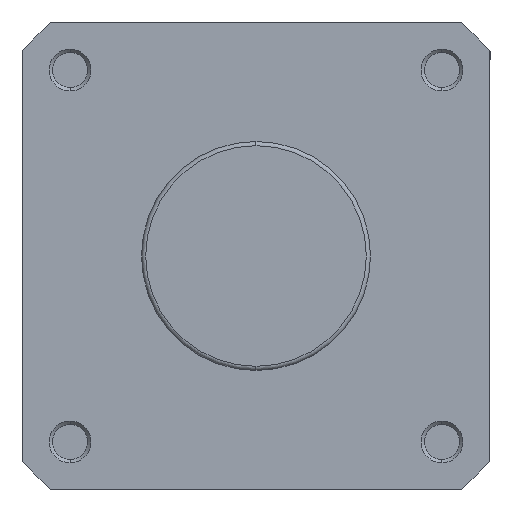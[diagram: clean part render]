
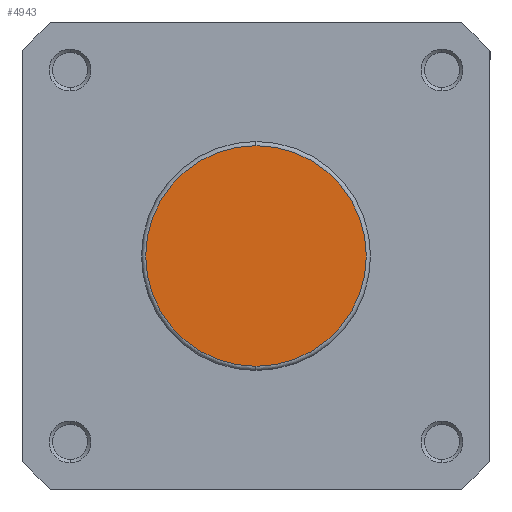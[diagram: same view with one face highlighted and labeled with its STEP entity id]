
A CAD part, left-side view. The second image highlights one B-rep face of the part: STEP entity #4943.
In plain terms, the highlighted planar face has unit normal (-1, 0, 0).
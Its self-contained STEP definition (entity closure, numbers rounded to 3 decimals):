
#183 = EDGE_LOOP ( 'NONE', ( #4009, #4010 ) ) ;
#868 = CARTESIAN_POINT ( 'NONE',  ( 0., 0., 26.4 ) ) ;
#878 = CARTESIAN_POINT ( 'NONE',  ( 0., 0., -26.4 ) ) ;
#1482 = PLANE ( 'NONE',  #4819 ) ;
#1483 = CARTESIAN_POINT ( 'NONE',  ( 0., 27.4, 0. ) ) ;
#1492 = DIRECTION ( 'NONE',  ( 1., 0., 0. ) ) ;
#1493 = DIRECTION ( 'NONE',  ( 0., 0., -1. ) ) ;
#2907 = CIRCLE ( 'NONE', #4668, 26.4 ) ;
#2989 = CIRCLE ( 'NONE', #4697, 26.4 ) ;
#3348 = FACE_OUTER_BOUND ( 'NONE', #183, .T. ) ;
#4009 = ORIENTED_EDGE ( 'NONE', *, *, #4405, .T. ) ;
#4010 = ORIENTED_EDGE ( 'NONE', *, *, #4348, .T. ) ;
#4348 = EDGE_CURVE ( 'NONE', #5365, #5375, #2907, .T. ) ;
#4405 = EDGE_CURVE ( 'NONE', #5375, #5365, #2989, .T. ) ;
#4668 = AXIS2_PLACEMENT_3D ( 'NONE', #5897, #5898, #5899 ) ;
#4697 = AXIS2_PLACEMENT_3D ( 'NONE', #6034, #6041, #6042 ) ;
#4819 = AXIS2_PLACEMENT_3D ( 'NONE', #1483, #1492, #1493 ) ;
#4943 = ADVANCED_FACE ( 'NONE', ( #3348 ), #1482, .F. ) ;
#5365 = VERTEX_POINT ( 'NONE', #868 ) ;
#5375 = VERTEX_POINT ( 'NONE', #878 ) ;
#5897 = CARTESIAN_POINT ( 'NONE',  ( 0., 0., 0. ) ) ;
#5898 = DIRECTION ( 'NONE',  ( -1., 0., 0. ) ) ;
#5899 = DIRECTION ( 'NONE',  ( 0., 0., -1. ) ) ;
#6034 = CARTESIAN_POINT ( 'NONE',  ( 0., 0., 0. ) ) ;
#6041 = DIRECTION ( 'NONE',  ( -1., 0., 0. ) ) ;
#6042 = DIRECTION ( 'NONE',  ( 0., 0., -1. ) ) ;
